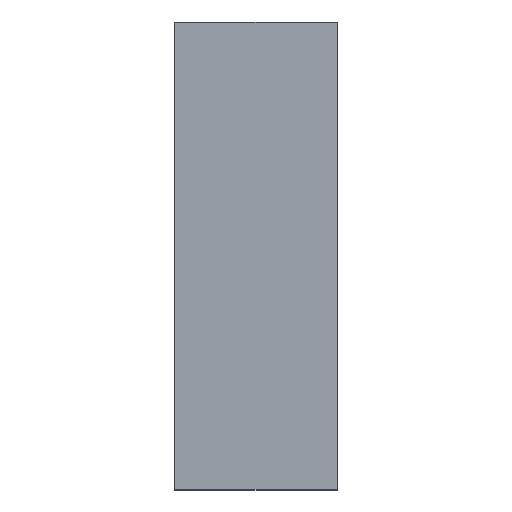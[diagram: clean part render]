
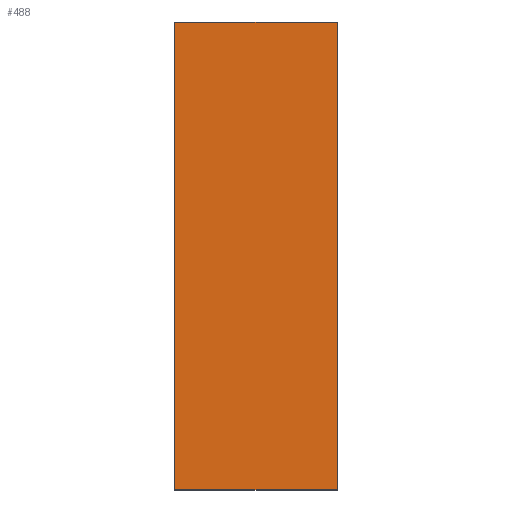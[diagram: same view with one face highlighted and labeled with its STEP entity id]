
A CAD part, top view. The second image highlights one B-rep face of the part: STEP entity #488.
In plain terms, the highlighted planar face has unit normal (0, 0, 1).
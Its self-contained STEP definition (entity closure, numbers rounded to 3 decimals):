
#461=AXIS2_PLACEMENT_3D('Plane Axis2P3D',#458,#459,#460) ;
#42=CARTESIAN_POINT('Vertex',(4.85,14.,3.135)) ;
#58=CARTESIAN_POINT('Vertex',(0.,14.,3.135)) ;
#61=CARTESIAN_POINT('Line Origine',(2.425,14.,3.135)) ;
#458=CARTESIAN_POINT('Axis2P3D Location',(2.425,14.,3.135)) ;
#463=CARTESIAN_POINT('Line Origine',(4.85,7.,3.135)) ;
#467=CARTESIAN_POINT('Vertex',(4.85,0.,3.135)) ;
#470=CARTESIAN_POINT('Line Origine',(0.,7.,3.135)) ;
#474=CARTESIAN_POINT('Vertex',(0.,0.,3.135)) ;
#477=CARTESIAN_POINT('Line Origine',(2.425,0.,3.135)) ;
#62=DIRECTION('Vector Direction',(1.,0.,0.)) ;
#459=DIRECTION('Axis2P3D Direction',(0.,0.,1.)) ;
#460=DIRECTION('Axis2P3D XDirection',(0.,-1.,0.)) ;
#464=DIRECTION('Vector Direction',(0.,-1.,0.)) ;
#471=DIRECTION('Vector Direction',(0.,-1.,0.)) ;
#478=DIRECTION('Vector Direction',(1.,0.,0.)) ;
#63=VECTOR('Line Direction',#62,1.) ;
#465=VECTOR('Line Direction',#464,1.) ;
#472=VECTOR('Line Direction',#471,1.) ;
#479=VECTOR('Line Direction',#478,1.) ;
#483=ORIENTED_EDGE('',*,*,#469,.T.) ;
#484=ORIENTED_EDGE('',*,*,#65,.F.) ;
#485=ORIENTED_EDGE('',*,*,#476,.F.) ;
#486=ORIENTED_EDGE('',*,*,#481,.F.) ;
#488=ADVANCED_FACE('S3D - gedreht',(#487),#462,.T.) ;
#65=EDGE_CURVE('',#59,#43,#64,.T.) ;
#469=EDGE_CURVE('',#468,#43,#466,.F.) ;
#476=EDGE_CURVE('',#475,#59,#473,.F.) ;
#481=EDGE_CURVE('',#468,#475,#480,.F.) ;
#482=EDGE_LOOP('',(#483,#484,#485,#486)) ;
#487=FACE_OUTER_BOUND('',#482,.T.) ;
#64=LINE('Line',#61,#63) ;
#466=LINE('Line',#463,#465) ;
#473=LINE('Line',#470,#472) ;
#480=LINE('Line',#477,#479) ;
#462=PLANE('',#461) ;
#43=VERTEX_POINT('',#42) ;
#59=VERTEX_POINT('',#58) ;
#468=VERTEX_POINT('',#467) ;
#475=VERTEX_POINT('',#474) ;
